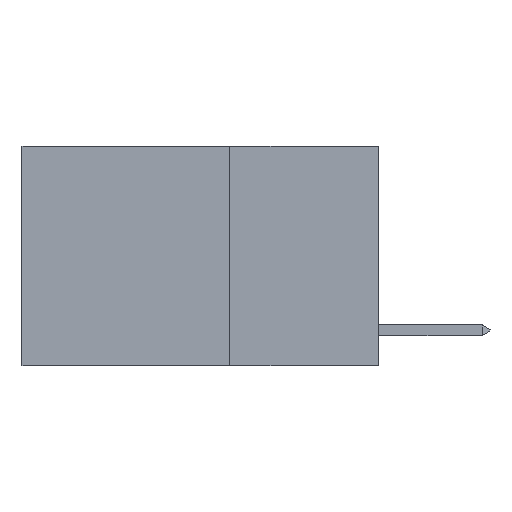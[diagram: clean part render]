
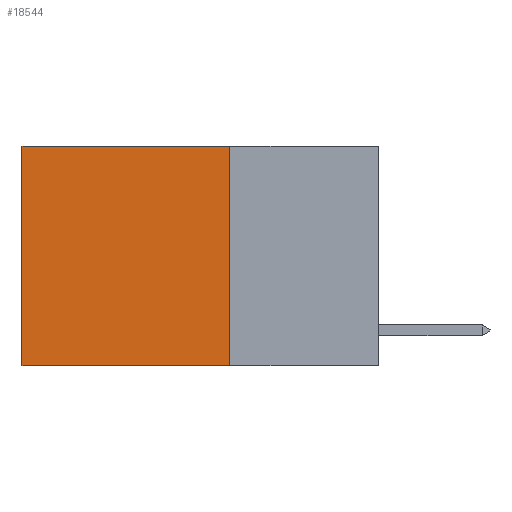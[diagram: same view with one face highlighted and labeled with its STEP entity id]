
A CAD part, left-side view. The second image highlights one B-rep face of the part: STEP entity #18544.
In plain terms, the highlighted planar face has unit normal (-1, 0, 0).
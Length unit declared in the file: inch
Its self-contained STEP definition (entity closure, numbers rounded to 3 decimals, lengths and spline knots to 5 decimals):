
#1172 = CARTESIAN_POINT ( 'NONE',  ( 0.2625, 0.25, 0. ) ) ;
#1630 = CARTESIAN_POINT ( 'NONE',  ( 0.2625, 0.6, 0. ) ) ;
#1823 = VECTOR ( 'NONE', #7346, 39.37008 ) ;
#1928 = VERTEX_POINT ( 'NONE', #1630 ) ;
#2223 = FACE_OUTER_BOUND ( 'NONE', #19148, .T. ) ;
#2484 = ORIENTED_EDGE ( 'NONE', *, *, #4787, .F. ) ;
#2565 = CARTESIAN_POINT ( 'NONE',  ( 0.2625, 0.25, -0.37 ) ) ;
#3777 = VECTOR ( 'NONE', #5153, 39.37008 ) ;
#4246 = DIRECTION ( 'NONE',  ( 1., 0., 0. ) ) ;
#4787 = EDGE_CURVE ( 'NONE', #15662, #10044, #19129, .T. ) ;
#5153 = DIRECTION ( 'NONE',  ( 0., 0., -1. ) ) ;
#5560 = DIRECTION ( 'NONE',  ( 0., 0., -1. ) ) ;
#6542 = ORIENTED_EDGE ( 'NONE', *, *, #16951, .T. ) ;
#6867 = LINE ( 'NONE', #12151, #3777 ) ;
#7093 = ORIENTED_EDGE ( 'NONE', *, *, #10996, .F. ) ;
#7346 = DIRECTION ( 'NONE',  ( 0., 1., 0. ) ) ;
#8937 = VECTOR ( 'NONE', #5560, 39.37008 ) ;
#8999 = CARTESIAN_POINT ( 'NONE',  ( 0.2625, 0.25, -0.37 ) ) ;
#9201 = PLANE ( 'NONE',  #17475 ) ;
#10044 = VERTEX_POINT ( 'NONE', #11645 ) ;
#10507 = LINE ( 'NONE', #11808, #8937 ) ;
#10814 = DIRECTION ( 'NONE',  ( 0., 0., -1. ) ) ;
#10996 = EDGE_CURVE ( 'NONE', #16060, #15662, #10507, .T. ) ;
#11511 = VECTOR ( 'NONE', #20641, 39.37008 ) ;
#11611 = CARTESIAN_POINT ( 'NONE',  ( 0.2625, 0.25, 0. ) ) ;
#11645 = CARTESIAN_POINT ( 'NONE',  ( 0.2625, 0.6, -0.37 ) ) ;
#11808 = CARTESIAN_POINT ( 'NONE',  ( 0.2625, 0.25, 0. ) ) ;
#12151 = CARTESIAN_POINT ( 'NONE',  ( 0.2625, 0.6, 0. ) ) ;
#15662 = VERTEX_POINT ( 'NONE', #2565 ) ;
#16060 = VERTEX_POINT ( 'NONE', #11611 ) ;
#16951 = EDGE_CURVE ( 'NONE', #16060, #1928, #18993, .T. ) ;
#17475 = AXIS2_PLACEMENT_3D ( 'NONE', #19036, #4246, #10814 ) ;
#18544 = ADVANCED_FACE ( 'NONE', ( #2223 ), #9201, .F. ) ;
#18864 = ORIENTED_EDGE ( 'NONE', *, *, #20880, .T. ) ;
#18993 = LINE ( 'NONE', #1172, #1823 ) ;
#19036 = CARTESIAN_POINT ( 'NONE',  ( 0.2625, 0.25, 0. ) ) ;
#19129 = LINE ( 'NONE', #8999, #11511 ) ;
#19148 = EDGE_LOOP ( 'NONE', ( #18864, #2484, #7093, #6542 ) ) ;
#20641 = DIRECTION ( 'NONE',  ( 0., 1., 0. ) ) ;
#20880 = EDGE_CURVE ( 'NONE', #1928, #10044, #6867, .T. ) ;
